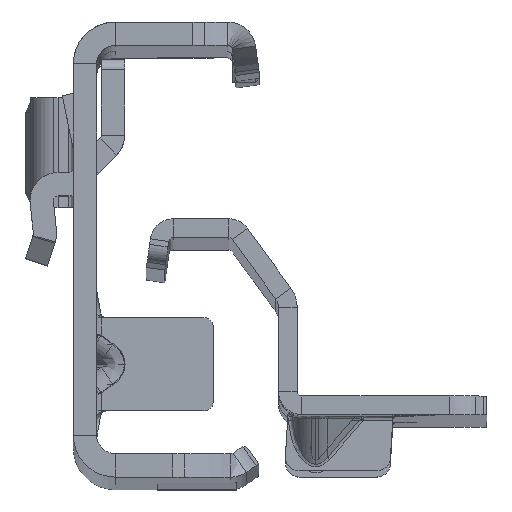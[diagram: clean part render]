
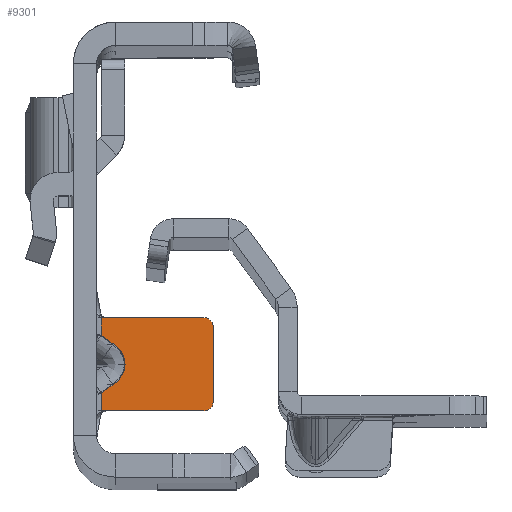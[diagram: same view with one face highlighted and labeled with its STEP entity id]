
A CAD part, top view. The second image highlights one B-rep face of the part: STEP entity #9301.
In plain terms, the highlighted planar face has unit normal (0, 0, 1).
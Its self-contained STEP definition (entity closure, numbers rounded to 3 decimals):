
#123 = VECTOR ( 'NONE', #2652, 1000. ) ;
#185 = EDGE_CURVE ( 'NONE', #4584, #190, #18758, .T. ) ;
#186 = EDGE_CURVE ( 'NONE', #14397, #8136, #8204, .T. ) ;
#190 = VERTEX_POINT ( 'NONE', #16672 ) ;
#226 = CARTESIAN_POINT ( 'NONE',  ( 11.5, -14.6, -741.5 ) ) ;
#612 = CARTESIAN_POINT ( 'NONE',  ( 1.757, -8.408, -741.5 ) ) ;
#817 = CARTESIAN_POINT ( 'NONE',  ( 3.573, -11.508, -741.5 ) ) ;
#877 = CARTESIAN_POINT ( 'NONE',  ( -1.826, -15.6, -741.5 ) ) ;
#1063 = CARTESIAN_POINT ( 'NONE',  ( 0.5, -13.681, -741.5 ) ) ;
#1082 = DIRECTION ( 'NONE',  ( 0.816, 0.577, 0. ) ) ;
#1264 = DIRECTION ( 'NONE',  ( -1., 0., 0. ) ) ;
#1512 = CARTESIAN_POINT ( 'NONE',  ( 0.708, -15.6, -741.5 ) ) ;
#1711 = EDGE_CURVE ( 'NONE', #8136, #4584, #2521, .T. ) ;
#1899 = ORIENTED_EDGE ( 'NONE', *, *, #8195, .F. ) ;
#2034 = ORIENTED_EDGE ( 'NONE', *, *, #10568, .T. ) ;
#2186 = CARTESIAN_POINT ( 'NONE',  ( -37.326, 22.3, -741.5 ) ) ;
#2521 = LINE ( 'NONE', #14252, #15026 ) ;
#2524 = VECTOR ( 'NONE', #1264, 1000. ) ;
#2604 = LINE ( 'NONE', #877, #3426 ) ;
#2652 = DIRECTION ( 'NONE',  ( -0.816, 0.577, 0. ) ) ;
#2793 = LINE ( 'NONE', #13279, #2524 ) ;
#3249 = ORIENTED_EDGE ( 'NONE', *, *, #8234, .T. ) ;
#3426 = VECTOR ( 'NONE', #16916, 1000. ) ;
#3528 = FACE_OUTER_BOUND ( 'NONE', #9007, .T. ) ;
#4228 = LINE ( 'NONE', #18653, #13327 ) ;
#4397 = LINE ( 'NONE', #15229, #9357 ) ;
#4529 = ORIENTED_EDGE ( 'NONE', *, *, #186, .F. ) ;
#4584 = VERTEX_POINT ( 'NONE', #11905 ) ;
#4645 = EDGE_CURVE ( 'NONE', #15893, #14396, #14885, .T. ) ;
#4679 = CARTESIAN_POINT ( 'NONE',  ( -1.826, -5.6, -741.5 ) ) ;
#5035 = CARTESIAN_POINT ( 'NONE',  ( 0.5, 22.3, -741.5 ) ) ;
#5258 = DIRECTION ( 'NONE',  ( 0., 0., -1. ) ) ;
#5600 = EDGE_CURVE ( 'NONE', #17046, #15893, #2793, .T. ) ;
#5707 = ORIENTED_EDGE ( 'NONE', *, *, #1711, .F. ) ;
#5737 = ORIENTED_EDGE ( 'NONE', *, *, #8823, .T. ) ;
#5889 = VERTEX_POINT ( 'NONE', #1512 ) ;
#5909 = LINE ( 'NONE', #11780, #123 ) ;
#6259 = CARTESIAN_POINT ( 'NONE',  ( 0.708, -5.6, -741.5 ) ) ;
#6384 = VERTEX_POINT ( 'NONE', #8291 ) ;
#6537 = CARTESIAN_POINT ( 'NONE',  ( 11.5, -5.6, -741.5 ) ) ;
#6925 = DIRECTION ( 'NONE',  ( 0., 0., 1. ) ) ;
#7241 = EDGE_CURVE ( 'NONE', #190, #18118, #5909, .T. ) ;
#7386 = VERTEX_POINT ( 'NONE', #8207 ) ;
#7780 = ORIENTED_EDGE ( 'NONE', *, *, #4645, .T. ) ;
#7919 = DIRECTION ( 'NONE',  ( 0., 1., 0. ) ) ;
#8050 = DIRECTION ( 'NONE',  ( 0., 1., 0. ) ) ;
#8136 = VERTEX_POINT ( 'NONE', #1063 ) ;
#8195 = EDGE_CURVE ( 'NONE', #18118, #14396, #4397, .T. ) ;
#8204 = LINE ( 'NONE', #5035, #14646 ) ;
#8207 = CARTESIAN_POINT ( 'NONE',  ( 12.5, -6.6, -741.5 ) ) ;
#8234 = EDGE_CURVE ( 'NONE', #5889, #14915, #13342, .T. ) ;
#8258 = CIRCLE ( 'NONE', #11937, 1. ) ;
#8291 = CARTESIAN_POINT ( 'NONE',  ( 12.5, -14.6, -741.5 ) ) ;
#8823 = EDGE_CURVE ( 'NONE', #6384, #7386, #4228, .T. ) ;
#9007 = EDGE_LOOP ( 'NONE', ( #12405, #9696, #5707, #4529, #10163, #3249, #2034, #5737, #15259, #15425, #7780, #1899 ) ) ;
#9255 = DIRECTION ( 'NONE',  ( 0., 1., 0. ) ) ;
#9301 = ADVANCED_FACE ( 'NONE', ( #3528 ), #15455, .F. ) ;
#9358 = CARTESIAN_POINT ( 'NONE',  ( 3.573, -9.692, -741.5 ) ) ;
#9357 = VECTOR ( 'NONE', #14593, 1000. ) ;
#9696 = ORIENTED_EDGE ( 'NONE', *, *, #185, .F. ) ;
#10163 = ORIENTED_EDGE ( 'NONE', *, *, #14959, .T. ) ;
#10568 = EDGE_CURVE ( 'NONE', #14915, #6384, #8258, .T. ) ;
#11003 = CARTESIAN_POINT ( 'NONE',  ( 0.5, -5.6, -741.5 ) ) ;
#11273 = DIRECTION ( 'NONE',  ( 0., 1., 0. ) ) ;
#11610 = DIRECTION ( 'NONE',  ( 1., 0., 0. ) ) ;
#11780 = CARTESIAN_POINT ( 'NONE',  ( 1.367, -8.131, -741.5 ) ) ;
#11905 = CARTESIAN_POINT ( 'NONE',  ( 1.757, -12.792, -741.5 ) ) ;
#11937 = AXIS2_PLACEMENT_3D ( 'NONE', #226, #11945, #9255 ) ;
#11945 = DIRECTION ( 'NONE',  ( 0., 0., 1. ) ) ;
#12347 = CARTESIAN_POINT ( 'NONE',  ( 0.5, -15.6, -741.5 ) ) ;
#12405 = ORIENTED_EDGE ( 'NONE', *, *, #7241, .F. ) ;
#13279 = CARTESIAN_POINT ( 'NONE',  ( -1.826, -5.6, -741.5 ) ) ;
#13327 = VECTOR ( 'NONE', #11273, 1000. ) ;
#13342 = LINE ( 'NONE', #16039, #16412 ) ;
#13400 = AXIS2_PLACEMENT_3D ( 'NONE', #2186, #5258, #8050 ) ;
#13842 = VECTOR ( 'NONE', #16143, 1000. ) ;
#14252 = CARTESIAN_POINT ( 'NONE',  ( 2.624, -12.179, -741.5 ) ) ;
#14396 = VERTEX_POINT ( 'NONE', #11003 ) ;
#14397 = VERTEX_POINT ( 'NONE', #12347 ) ;
#14590 = AXIS2_PLACEMENT_3D ( 'NONE', #17204, #6925, #15583 ) ;
#14593 = DIRECTION ( 'NONE',  ( 0., 1., 0. ) ) ;
#14646 = VECTOR ( 'NONE', #7919, 1000. ) ;
#14885 = LINE ( 'NONE', #4679, #13842 ) ;
#14915 = VERTEX_POINT ( 'NONE', #17205 ) ;
#14959 = EDGE_CURVE ( 'NONE', #14397, #5889, #2604, .T. ) ;
#15026 = VECTOR ( 'NONE', #1082, 1000. ) ;
#15229 = CARTESIAN_POINT ( 'NONE',  ( 0.5, 22.3, -741.5 ) ) ;
#15259 = ORIENTED_EDGE ( 'NONE', *, *, #17846, .T. ) ;
#15425 = ORIENTED_EDGE ( 'NONE', *, *, #5600, .T. ) ;
#15455 = PLANE ( 'NONE',  #13400 ) ;
#15583 = DIRECTION ( 'NONE',  ( 0., -1., 0. ) ) ;
#15893 = VERTEX_POINT ( 'NONE', #6259 ) ;
#16039 = CARTESIAN_POINT ( 'NONE',  ( -1.826, -15.6, -741.5 ) ) ;
#16133 = CIRCLE ( 'NONE', #14590, 1. ) ;
#16143 = DIRECTION ( 'NONE',  ( -1., 0., 0. ) ) ;
#16412 = VECTOR ( 'NONE', #11610, 1000. ) ;
#16672 = CARTESIAN_POINT ( 'NONE',  ( 1.757, -8.408, -741.5 ) ) ;
#16711 = CARTESIAN_POINT ( 'NONE',  ( 0.5, -7.519, -741.5 ) ) ;
#16916 = DIRECTION ( 'NONE',  ( 1., 0., 0. ) ) ;
#17046 = VERTEX_POINT ( 'NONE', #6537 ) ;
#17204 = CARTESIAN_POINT ( 'NONE',  ( 11.5, -6.6, -741.5 ) ) ;
#17205 = CARTESIAN_POINT ( 'NONE',  ( 11.5, -15.6, -741.5 ) ) ;
#17846 = EDGE_CURVE ( 'NONE', #7386, #17046, #16133, .T. ) ;
#18092 = CARTESIAN_POINT ( 'NONE',  ( 1.757, -12.792, -741.5 ) ) ;
#18118 = VERTEX_POINT ( 'NONE', #16711 ) ;
#18653 = CARTESIAN_POINT ( 'NONE',  ( 12.5, -6.6, -741.5 ) ) ;
#18758 =( BOUNDED_CURVE ( )  B_SPLINE_CURVE ( 3, ( #18092, #817, #9358, #612 ),
 .UNSPECIFIED., .F., .F. ) 
 B_SPLINE_CURVE_WITH_KNOTS ( ( 4, 4 ),
 ( 2.356, 3.927 ),
 .UNSPECIFIED. ) 
 CURVE ( )  GEOMETRIC_REPRESENTATION_ITEM ( )  RATIONAL_B_SPLINE_CURVE ( ( 1., 0.805, 0.805, 1. ) ) 
 REPRESENTATION_ITEM ( '' )  );
